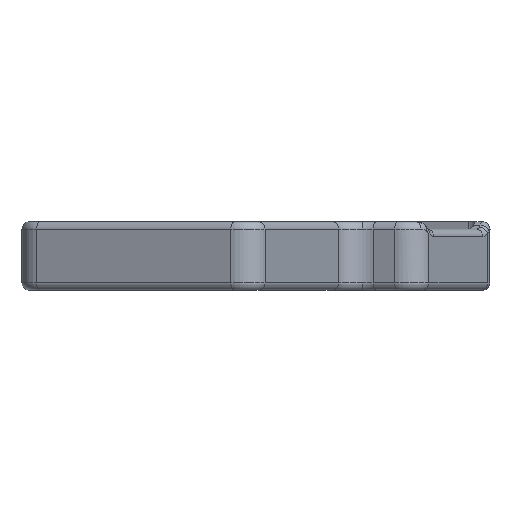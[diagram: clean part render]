
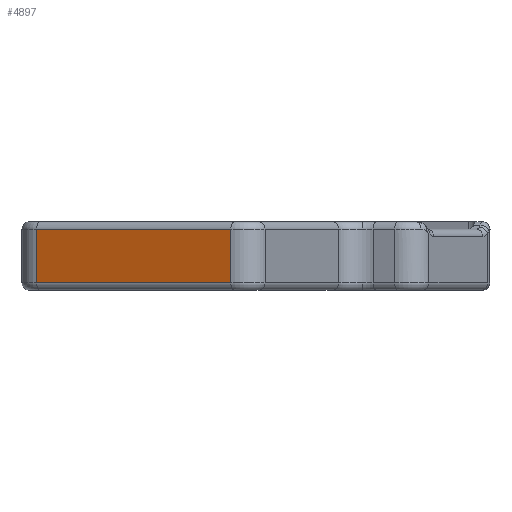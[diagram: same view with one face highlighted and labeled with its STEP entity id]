
A CAD part, left-side view. The second image highlights one B-rep face of the part: STEP entity #4897.
In plain terms, the highlighted planar face has unit normal (-0.906, 0.423, 0).
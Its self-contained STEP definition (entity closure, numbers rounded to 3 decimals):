
#4839=CARTESIAN_POINT('',(-93.904,47.784,-3.95));
#4840=VERTEX_POINT('',#4839);
#4841=CARTESIAN_POINT('',(-93.904,47.784,7.45));
#4842=VERTEX_POINT('',#4841);
#4843=CARTESIAN_POINT('',(-93.904,47.784,-3.95));
#4844=DIRECTION('',(0.,0.,1.));
#4845=VECTOR('',#4844,11.4);
#4846=LINE('',#4843,#4845);
#4847=EDGE_CURVE('',#4840,#4842,#4846,.T.);
#4867=CARTESIAN_POINT('',(-104.67,24.696,-5.55));
#4868=DIRECTION('',(-0.906,0.423,0.));
#4869=DIRECTION('',(-0.423,-0.906,0.));
#4870=AXIS2_PLACEMENT_3D('',#4867,#4868,#4869);
#4871=PLANE('',#4870);
#4872=CARTESIAN_POINT('',(-113.133,6.547,-3.95));
#4873=VERTEX_POINT('',#4872);
#4874=CARTESIAN_POINT('',(-113.133,6.547,7.45));
#4875=VERTEX_POINT('',#4874);
#4876=CARTESIAN_POINT('',(-113.133,6.547,-3.95));
#4877=DIRECTION('',(0.,0.,1.));
#4878=VECTOR('',#4877,11.4);
#4879=LINE('',#4876,#4878);
#4880=EDGE_CURVE('',#4873,#4875,#4879,.T.);
#4881=ORIENTED_EDGE('',*,*,#4880,.T.);
#4882=CARTESIAN_POINT('',(-113.133,6.547,7.45));
#4883=DIRECTION('',(0.423,0.906,-0.));
#4884=VECTOR('',#4883,45.5);
#4885=LINE('',#4882,#4884);
#4886=EDGE_CURVE('',#4875,#4842,#4885,.T.);
#4887=ORIENTED_EDGE('',*,*,#4886,.T.);
#4888=ORIENTED_EDGE('',*,*,#4847,.F.);
#4889=CARTESIAN_POINT('',(-93.904,47.784,-3.95));
#4890=DIRECTION('',(-0.423,-0.906,0.));
#4891=VECTOR('',#4890,45.5);
#4892=LINE('',#4889,#4891);
#4893=EDGE_CURVE('',#4840,#4873,#4892,.T.);
#4894=ORIENTED_EDGE('',*,*,#4893,.T.);
#4895=EDGE_LOOP('',(#4881,#4887,#4888,#4894));
#4896=FACE_BOUND('',#4895,.T.);
#4897=ADVANCED_FACE('',(#4896),#4871,.T.);
